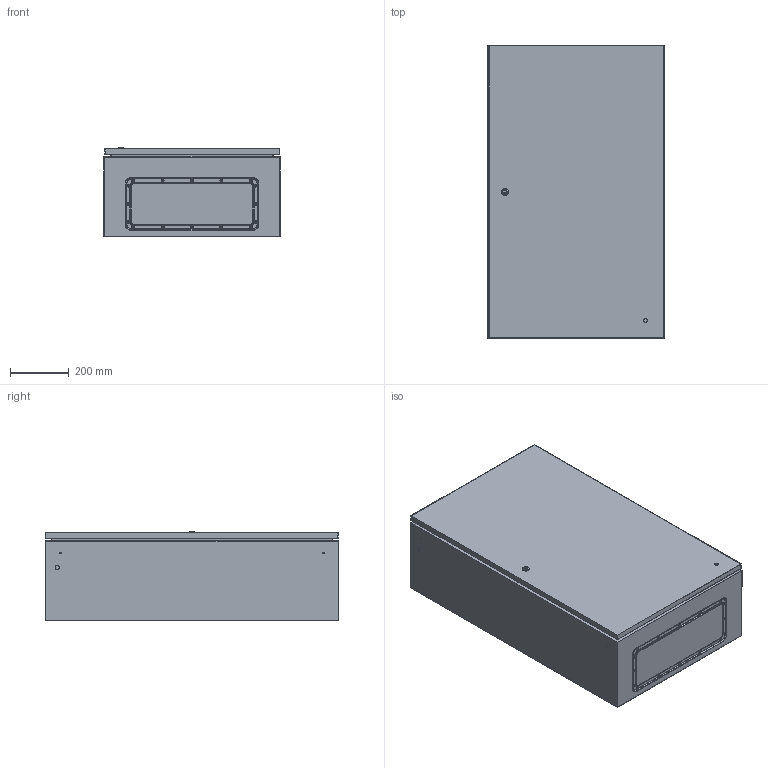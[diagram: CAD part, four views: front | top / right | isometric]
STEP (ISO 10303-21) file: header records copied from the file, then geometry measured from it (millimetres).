
FILE_DESCRIPTION (( 'STEP AP203' ), '1' );
FILE_NAME ('TI5-10-N-100-060-030-66_TITAN5 ﾙﾌﾏ-100.60.30 ﾓﾕﾋ1 IP66 IEK.STEP', '2022-12-05T09:16:49', ( '' ), ( '' ), 'SwSTEP 2.0', 'SolidWorks 2022', '' );
FILE_SCHEMA (( 'CONFIG_CONTROL_DESIGN' ));
Length unit declared in the file: millimetre
Products named in the file (7): Obolochka_SHMP_SnMP_100.60.30; Gaika_6; Mont.Panel_1000x600; TI5-10-N-100-060-030-66_TITAN5 ЩМП-100.60.30 УХЛ1 IP66 IEK; Винт_резьбовыдавливающий_М4х9; Kryshka1_450x175; Dver_-100.600
Assembly tree (24 placements, depth 2):
  TI5-10-N-100-060-030-66_TITAN5 ЩМП-100.60.30 УХЛ1 IP66 IEK
    Obolochka_SHMP_SnMP_100.60.30
    Mont.Panel_1000x600
    Dver_-100.600
    Kryshka1_450x175
    Gaika_6  x4
    Винт_резьбовыдавливающий_М4х9  x16
Bounding box: 600 x 1000.5 x 304.5 mm (x, y, z)
Volume: 3197034.6 mm3; surface area: 5733903.6 mm2
Topology: 30 solids, 30 shells, 1934 faces, 4876 edges, 3249 vertices
Faces by surface type: plane 1435, cylinder 343, torus 52, cone 40, bspline 32, sphere 32
Entity records: 44052 total; most frequent: CARTESIAN_POINT 7894, ORIENTED_EDGE 7088, DIRECTION 6973, EDGE_CURVE 3544, LINE 3001, VECTOR 3001, VERTEX_POINT 2331, AXIS2_PLACEMENT_3D 1986
